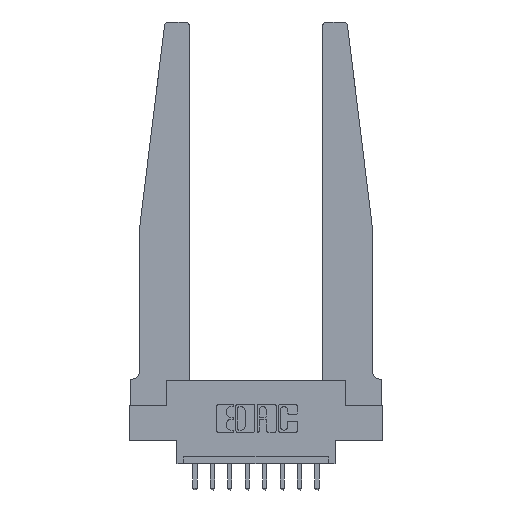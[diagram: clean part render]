
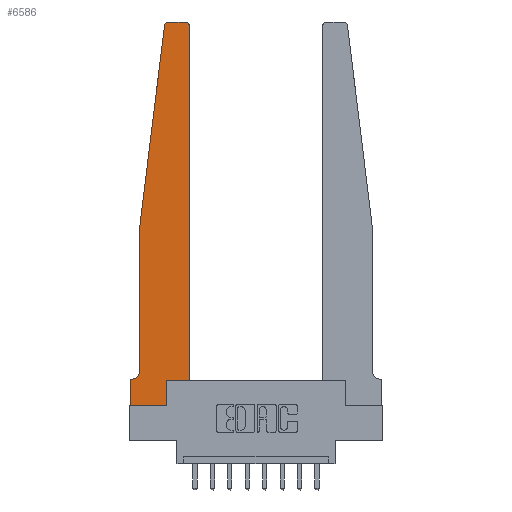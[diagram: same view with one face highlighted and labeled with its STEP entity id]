
A CAD part, top view. The second image highlights one B-rep face of the part: STEP entity #6586.
In plain terms, the highlighted planar face has unit normal (0, 0, 1).
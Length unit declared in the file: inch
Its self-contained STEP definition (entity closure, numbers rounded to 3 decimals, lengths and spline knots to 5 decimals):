
#6 = CARTESIAN_POINT ( 'NONE',  ( 0., 0.1875, 0.37 ) ) ;
#33 = CARTESIAN_POINT ( 'NONE',  ( 0., 0., 0.37 ) ) ;
#565 = VERTEX_POINT ( 'NONE', #9077 ) ;
#1032 = LINE ( 'NONE', #5585, #13856 ) ;
#1252 = CIRCLE ( 'NONE', #9463, 0.05 ) ;
#1374 = CARTESIAN_POINT ( 'NONE',  ( 0.25, 2.75, 0.37 ) ) ;
#1525 = VECTOR ( 'NONE', #7949, 39.37008 ) ;
#1612 = AXIS2_PLACEMENT_3D ( 'NONE', #14820, #10027, #6624 ) ;
#1667 = VERTEX_POINT ( 'NONE', #5507 ) ;
#1686 = DIRECTION ( 'NONE',  ( 0., 0., 1. ) ) ;
#2068 = VERTEX_POINT ( 'NONE', #11041 ) ;
#2107 = DIRECTION ( 'NONE',  ( 1., 0., 0. ) ) ;
#2295 = EDGE_CURVE ( 'NONE', #8876, #8295, #2713, .T. ) ;
#2310 = LINE ( 'NONE', #1374, #1525 ) ;
#2526 = CARTESIAN_POINT ( 'NONE',  ( 0., 0., 0.37 ) ) ;
#2561 = CARTESIAN_POINT ( 'NONE',  ( 0., 0.1875, 0.37 ) ) ;
#2575 = VECTOR ( 'NONE', #4794, 39.37008 ) ;
#2589 = EDGE_CURVE ( 'NONE', #10804, #565, #10379, .T. ) ;
#2656 = VECTOR ( 'NONE', #4300, 39.37008 ) ;
#2666 = CARTESIAN_POINT ( 'NONE',  ( 0.425, 0.18, 0.37 ) ) ;
#2713 = LINE ( 'NONE', #14194, #2575 ) ;
#3110 = ORIENTED_EDGE ( 'NONE', *, *, #3668, .T. ) ;
#3141 = CARTESIAN_POINT ( 'NONE',  ( 0.015, 0.2375, 0.37 ) ) ;
#3161 = DIRECTION ( 'NONE',  ( -0.122, -0.992, 0. ) ) ;
#3209 = DIRECTION ( 'NONE',  ( -1., 0., 0. ) ) ;
#3301 = EDGE_CURVE ( 'NONE', #11575, #14695, #6445, .T. ) ;
#3473 = DIRECTION ( 'NONE',  ( 1., 0., 0. ) ) ;
#3668 = EDGE_CURVE ( 'NONE', #14695, #2068, #10081, .T. ) ;
#3746 = ORIENTED_EDGE ( 'NONE', *, *, #11343, .T. ) ;
#3798 = LINE ( 'NONE', #11834, #14957 ) ;
#3867 = ORIENTED_EDGE ( 'NONE', *, *, #3301, .T. ) ;
#4032 = DIRECTION ( 'NONE',  ( 1., 0., 0. ) ) ;
#4184 = ORIENTED_EDGE ( 'NONE', *, *, #2295, .T. ) ;
#4300 = DIRECTION ( 'NONE',  ( 0., -1., 0. ) ) ;
#4435 = CARTESIAN_POINT ( 'NONE',  ( 0.425, 0.18, 0.37 ) ) ;
#4470 = ORIENTED_EDGE ( 'NONE', *, *, #5982, .T. ) ;
#4794 = DIRECTION ( 'NONE',  ( 0., 1., 0. ) ) ;
#4821 = VERTEX_POINT ( 'NONE', #12553 ) ;
#5447 = VERTEX_POINT ( 'NONE', #13512 ) ;
#5507 = CARTESIAN_POINT ( 'NONE',  ( 0.065, 0.2375, 0.37 ) ) ;
#5585 = CARTESIAN_POINT ( 'NONE',  ( 0.065, 1.25, 0.37 ) ) ;
#5635 = VERTEX_POINT ( 'NONE', #2526 ) ;
#5721 = EDGE_CURVE ( 'NONE', #4821, #14719, #3798, .T. ) ;
#5982 = EDGE_CURVE ( 'NONE', #14719, #5635, #7708, .T. ) ;
#6445 = CIRCLE ( 'NONE', #1612, 0.03 ) ;
#6586 = ADVANCED_FACE ( 'NONE', ( #12953 ), #11798, .T. ) ;
#6612 = EDGE_CURVE ( 'NONE', #8295, #5447, #11612, .T. ) ;
#6624 = DIRECTION ( 'NONE',  ( 1., 0., 0. ) ) ;
#6733 = ORIENTED_EDGE ( 'NONE', *, *, #10678, .T. ) ;
#7077 = DIRECTION ( 'NONE',  ( 0., 0., 1. ) ) ;
#7446 = ORIENTED_EDGE ( 'NONE', *, *, #6612, .T. ) ;
#7678 = AXIS2_PLACEMENT_3D ( 'NONE', #10648, #1686, #8192 ) ;
#7708 = LINE ( 'NONE', #8903, #2656 ) ;
#7734 = CARTESIAN_POINT ( 'NONE',  ( 0.065, 1.25, 0.37 ) ) ;
#7949 = DIRECTION ( 'NONE',  ( -1., 0., 0. ) ) ;
#8192 = DIRECTION ( 'NONE',  ( 1., 0., 0. ) ) ;
#8199 = VECTOR ( 'NONE', #3473, 39.37008 ) ;
#8277 = CARTESIAN_POINT ( 'NONE',  ( 0.2605, 0., 0.37 ) ) ;
#8295 = VERTEX_POINT ( 'NONE', #8331 ) ;
#8331 = CARTESIAN_POINT ( 'NONE',  ( 0.425, 2.72, 0.37 ) ) ;
#8876 = VERTEX_POINT ( 'NONE', #2666 ) ;
#8903 = CARTESIAN_POINT ( 'NONE',  ( 0., 0., 0.37 ) ) ;
#9077 = CARTESIAN_POINT ( 'NONE',  ( 0.2605, 0.18, 0.37 ) ) ;
#9117 = LINE ( 'NONE', #4435, #9941 ) ;
#9163 = CARTESIAN_POINT ( 'NONE',  ( 0.24675, 2.72367, 0.37 ) ) ;
#9240 = EDGE_CURVE ( 'NONE', #5635, #10804, #10417, .T. ) ;
#9463 = AXIS2_PLACEMENT_3D ( 'NONE', #3141, #11293, #3209 ) ;
#9489 = ORIENTED_EDGE ( 'NONE', *, *, #14805, .T. ) ;
#9551 = VECTOR ( 'NONE', #10300, 39.37008 ) ;
#9755 = DIRECTION ( 'NONE',  ( -1., 0., 0. ) ) ;
#9941 = VECTOR ( 'NONE', #2107, 39.37008 ) ;
#10027 = DIRECTION ( 'NONE',  ( 0., 0., 1. ) ) ;
#10081 = LINE ( 'NONE', #7734, #13488 ) ;
#10300 = DIRECTION ( 'NONE',  ( 0., 1., 0. ) ) ;
#10379 = LINE ( 'NONE', #11475, #9551 ) ;
#10417 = LINE ( 'NONE', #33, #8199 ) ;
#10490 = ORIENTED_EDGE ( 'NONE', *, *, #2589, .T. ) ;
#10513 = ORIENTED_EDGE ( 'NONE', *, *, #9240, .T. ) ;
#10648 = CARTESIAN_POINT ( 'NONE',  ( 0.395, 2.72, 0.37 ) ) ;
#10678 = EDGE_CURVE ( 'NONE', #565, #8876, #9117, .T. ) ;
#10804 = VERTEX_POINT ( 'NONE', #8277 ) ;
#11041 = CARTESIAN_POINT ( 'NONE',  ( 0.065, 1.25, 0.37 ) ) ;
#11293 = DIRECTION ( 'NONE',  ( 0., 0., -1. ) ) ;
#11343 = EDGE_CURVE ( 'NONE', #1667, #4821, #1252, .T. ) ;
#11475 = CARTESIAN_POINT ( 'NONE',  ( 0.2605, 0.18, 0.37 ) ) ;
#11575 = VERTEX_POINT ( 'NONE', #13047 ) ;
#11612 = CIRCLE ( 'NONE', #7678, 0.03 ) ;
#11798 = PLANE ( 'NONE',  #12299 ) ;
#11834 = CARTESIAN_POINT ( 'NONE',  ( 0.065, 0.1875, 0.37 ) ) ;
#11847 = EDGE_CURVE ( 'NONE', #2068, #1667, #1032, .T. ) ;
#12299 = AXIS2_PLACEMENT_3D ( 'NONE', #2561, #7077, #4032 ) ;
#12553 = CARTESIAN_POINT ( 'NONE',  ( 0.015, 0.1875, 0.37 ) ) ;
#12953 = FACE_OUTER_BOUND ( 'NONE', #14934, .T. ) ;
#13047 = CARTESIAN_POINT ( 'NONE',  ( 0.27653, 2.75, 0.37 ) ) ;
#13488 = VECTOR ( 'NONE', #3161, 39.37008 ) ;
#13512 = CARTESIAN_POINT ( 'NONE',  ( 0.395, 2.75, 0.37 ) ) ;
#13694 = DIRECTION ( 'NONE',  ( 0., -1., 0. ) ) ;
#13856 = VECTOR ( 'NONE', #13694, 39.37008 ) ;
#14194 = CARTESIAN_POINT ( 'NONE',  ( 0.425, 0.18, 0.37 ) ) ;
#14381 = ORIENTED_EDGE ( 'NONE', *, *, #5721, .T. ) ;
#14577 = ORIENTED_EDGE ( 'NONE', *, *, #11847, .T. ) ;
#14695 = VERTEX_POINT ( 'NONE', #9163 ) ;
#14719 = VERTEX_POINT ( 'NONE', #6 ) ;
#14805 = EDGE_CURVE ( 'NONE', #5447, #11575, #2310, .T. ) ;
#14820 = CARTESIAN_POINT ( 'NONE',  ( 0.27653, 2.72, 0.37 ) ) ;
#14934 = EDGE_LOOP ( 'NONE', ( #9489, #3867, #3110, #14577, #3746, #14381, #4470, #10513, #10490, #6733, #4184, #7446 ) ) ;
#14957 = VECTOR ( 'NONE', #9755, 39.37008 ) ;
